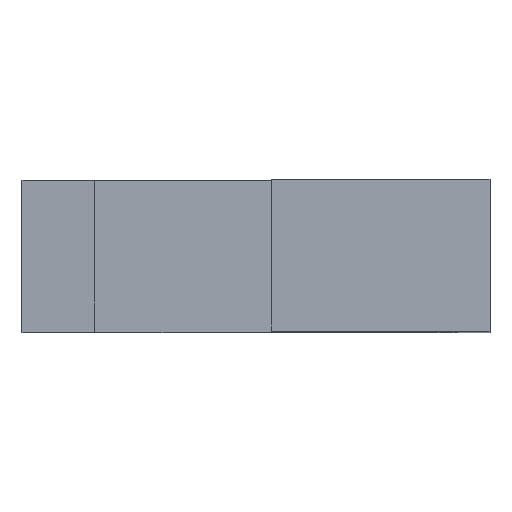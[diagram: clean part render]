
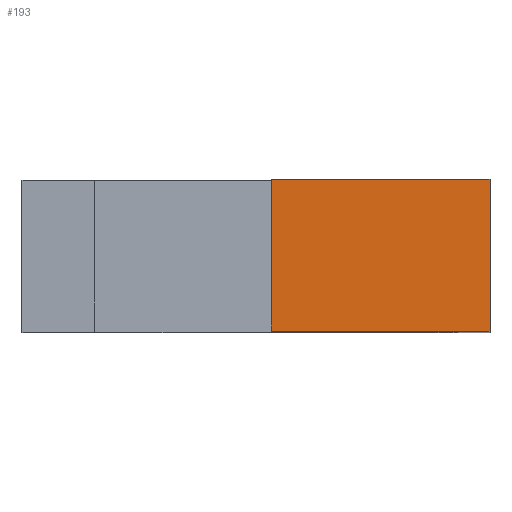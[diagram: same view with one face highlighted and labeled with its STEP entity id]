
A CAD part, top view. The second image highlights one B-rep face of the part: STEP entity #193.
In plain terms, the highlighted planar face has unit normal (0, 0, 1).
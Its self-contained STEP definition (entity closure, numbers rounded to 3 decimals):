
#193 = ADVANCED_FACE( '', ( #432 ), #433, .T. );
#432 = FACE_OUTER_BOUND( '', #1419, .T. );
#433 = PLANE( '', #1420 );
#1419 = EDGE_LOOP( '', ( #2053, #2054, #2055, #2056 ) );
#1420 = AXIS2_PLACEMENT_3D( '', #2057, #2058, #2059 );
#2053 = ORIENTED_EDGE( '', *, *, #2745, .F. );
#2054 = ORIENTED_EDGE( '', *, *, #2746, .F. );
#2055 = ORIENTED_EDGE( '', *, *, #2747, .T. );
#2056 = ORIENTED_EDGE( '', *, *, #2717, .T. );
#2057 = CARTESIAN_POINT( '', ( 0.25, -2.5, 28.7 ) );
#2058 = DIRECTION( '', ( 0., 0., 1. ) );
#2059 = DIRECTION( '', ( 1., 0., 0. ) );
#2717 = EDGE_CURVE( '', #3150, #3147, #3151, .T. );
#2745 = EDGE_CURVE( '', #3192, #3147, #3193, .T. );
#2746 = EDGE_CURVE( '', #3194, #3192, #3195, .T. );
#2747 = EDGE_CURVE( '', #3194, #3150, #3196, .T. );
#3147 = VERTEX_POINT( '', #4163 );
#3150 = VERTEX_POINT( '', #4167 );
#3151 = LINE( '', #4168, #4169 );
#3192 = VERTEX_POINT( '', #4247 );
#3193 = LINE( '', #4248, #4249 );
#3194 = VERTEX_POINT( '', #4250 );
#3195 = LINE( '', #4251, #4252 );
#3196 = LINE( '', #4253, #4254 );
#4163 = CARTESIAN_POINT( '', ( 7.45, 2.5, 28.7 ) );
#4167 = CARTESIAN_POINT( '', ( 7.45, -2.5, 28.7 ) );
#4168 = CARTESIAN_POINT( '', ( 7.45, -2.5, 28.7 ) );
#4169 = VECTOR( '', #4686, 1000. );
#4247 = CARTESIAN_POINT( '', ( 0.25, 2.5, 28.7 ) );
#4248 = CARTESIAN_POINT( '', ( 0.25, 2.5, 28.7 ) );
#4249 = VECTOR( '', #4706, 1000. );
#4250 = CARTESIAN_POINT( '', ( 0.25, -2.5, 28.7 ) );
#4251 = CARTESIAN_POINT( '', ( 0.25, -2.5, 28.7 ) );
#4252 = VECTOR( '', #4707, 1000. );
#4253 = CARTESIAN_POINT( '', ( 0.25, -2.5, 28.7 ) );
#4254 = VECTOR( '', #4708, 1000. );
#4686 = DIRECTION( '', ( 0., 1., 0. ) );
#4706 = DIRECTION( '', ( 1., 0., 0. ) );
#4707 = DIRECTION( '', ( 0., 1., 0. ) );
#4708 = DIRECTION( '', ( 1., 0., 0. ) );
